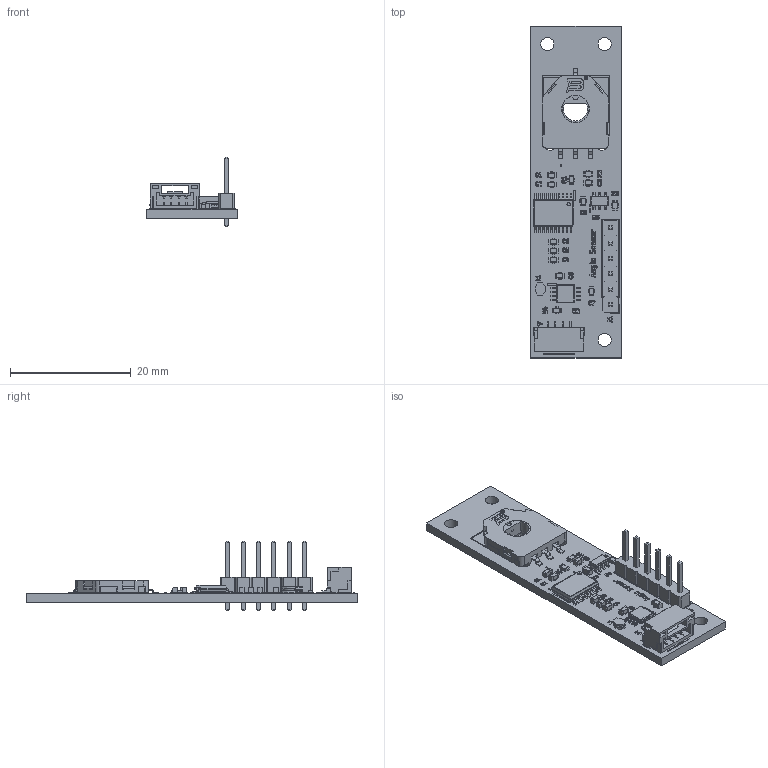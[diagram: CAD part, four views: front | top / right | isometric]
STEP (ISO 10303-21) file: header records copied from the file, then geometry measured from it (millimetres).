
FILE_DESCRIPTION(('KiCad electronic assembly'),'2;1');
FILE_NAME('AeroAngleSense.step','2025-08-28T16:25:06',('Pcbnew'),( 'Kicad'),'Open CASCADE STEP processor 7.9','KiCad to STEP converter' ,'Unknown');
FILE_SCHEMA(('AUTOMOTIVE_DESIGN { 1 0 10303 214 1 1 1 1 }'));
Length unit declared in the file: millimetre
Products named in the file (19): AeroAngleSense 1; C_0603_1608Metric; R_0603_1608Metric; TMP127EDBVRQ1; BODY-SOT; LEAD-SOT; JST_GH_SM04B-GHS-TB_1x04-1MP_P1.25mm_Horizontal; VLS201610ET-1R5N-CA; STM32F042F6P6; Body; PinsArrayLR; PinHeader_1x06_P2.54mm_Vertical; TPS62842DGRR; BODY-SO; LEAD-SO; THERMALPAD-SO; 3382G-1-103G; AeroAngleSense_silkscreen; AeroAngleSense_PCB
Assembly tree (41 placements, depth 3):
  AeroAngleSense 1
    C_0603_1608Metric  x9
    R_0603_1608Metric  x4
    TMP127EDBVRQ1
      BODY-SOT
      LEAD-SOT  x6
    JST_GH_SM04B-GHS-TB_1x04-1MP_P1.25mm_Horizontal
    VLS201610ET-1R5N-CA
    STM32F042F6P6
      Body
      PinsArrayLR
    PinHeader_1x06_P2.54mm_Vertical
    TPS62842DGRR
      BODY-SO
      LEAD-SO  x8
      THERMALPAD-SO
    3382G-1-103G
    AeroAngleSense_silkscreen
    AeroAngleSense_PCB
Bounding box: 15 x 55 x 11.54 mm (x, y, z)
Volume: 1586.3 mm3; surface area: 3471.9 mm2
Topology: 62 solids, 202 shells, 1974 faces, 6906 edges, 5240 vertices
Faces by surface type: plane 1491, cylinder 423, bspline 34, sphere 16, cone 6, torus 4
Full cylindrical faces by diameter (mm): 0.55 x1, 1 x6, 2.2 x3, 2.37 x2, 5.8 x1
Entity records: 68708 total; most frequent: CARTESIAN_POINT 16039, ORIENTED_EDGE 9351, DIRECTION 9235, EDGE_CURVE 5694, VERTEX_POINT 4436, LINE 4349, VECTOR 4349, AXIS2_PLACEMENT_3D 2443
